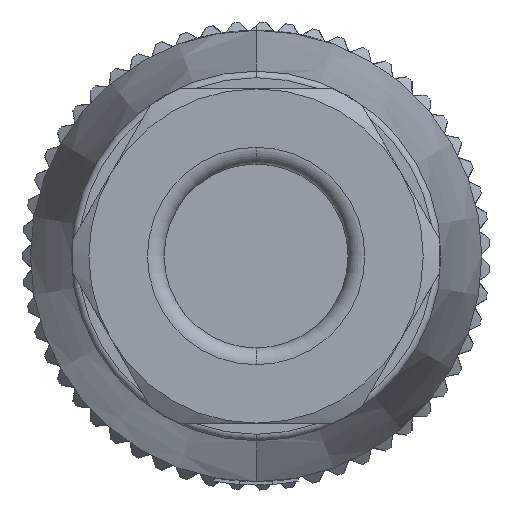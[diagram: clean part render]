
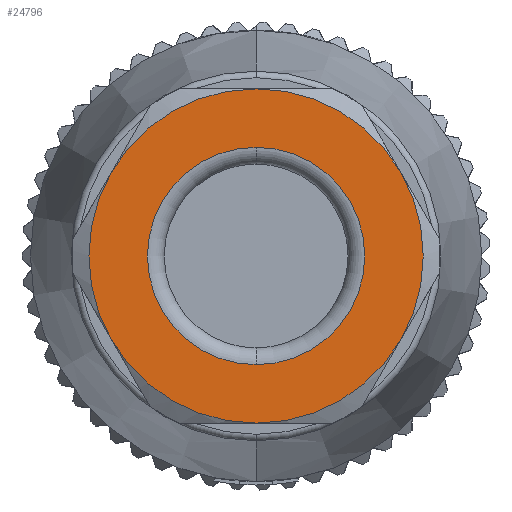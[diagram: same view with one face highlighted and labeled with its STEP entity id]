
A CAD part, left-side view. The second image highlights one B-rep face of the part: STEP entity #24796.
In plain terms, the highlighted face is planar.
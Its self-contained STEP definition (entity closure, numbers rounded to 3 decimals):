
#9422=CARTESIAN_POINT('',(27.763,-2.593,18.8));
#9436=CARTESIAN_POINT('',(27.763,-2.593,23.8));
#9437=DIRECTION('',(1.,0.,0.));
#9438=DIRECTION('',(0.,-0.866,-0.5));
#9439=AXIS2_PLACEMENT_3D('',#9436,#9437,#9438);
#9441=CARTESIAN_POINT('',(27.763,-2.593,23.8));
#9442=DIRECTION('',(1.,0.,0.));
#9443=DIRECTION('',(0.,-0.866,0.5));
#9444=AXIS2_PLACEMENT_3D('',#9441,#9442,#9443);
#9446=CARTESIAN_POINT('',(27.763,-2.593,23.8));
#9447=DIRECTION('',(1.,0.,0.));
#9448=DIRECTION('',(0.,0.,1.));
#9449=AXIS2_PLACEMENT_3D('',#9446,#9447,#9448);
#9451=CARTESIAN_POINT('',(27.763,-2.593,23.8));
#9452=DIRECTION('',(1.,0.,0.));
#9453=DIRECTION('',(0.,0.866,0.5));
#9454=AXIS2_PLACEMENT_3D('',#9451,#9452,#9453);
#9456=CARTESIAN_POINT('',(27.763,-2.593,23.8));
#9457=DIRECTION('',(1.,0.,0.));
#9458=DIRECTION('',(0.,0.866,-0.5));
#9459=AXIS2_PLACEMENT_3D('',#9456,#9457,#9458);
#9461=CARTESIAN_POINT('',(27.763,-2.593,23.8));
#9462=DIRECTION('',(1.,0.,0.));
#9463=DIRECTION('',(0.,0.,-1.));
#9464=AXIS2_PLACEMENT_3D('',#9461,#9462,#9463);
#9466=CARTESIAN_POINT('',(27.763,-2.593,23.8));
#9467=DIRECTION('',(-1.,0.,0.));
#9468=DIRECTION('',(0.,0.,-1.));
#9469=AXIS2_PLACEMENT_3D('',#9466,#9467,#9468);
#9471=CARTESIAN_POINT('',(27.763,-2.593,23.8));
#9472=DIRECTION('',(-1.,0.,0.));
#9473=DIRECTION('',(0.,0.,1.));
#9474=AXIS2_PLACEMENT_3D('',#9471,#9472,#9473);
#9488=CARTESIAN_POINT('',(27.763,-6.923,26.3));
#9526=CARTESIAN_POINT('',(27.763,1.737,26.3));
#9545=CARTESIAN_POINT('',(27.763,1.737,21.3));
#10047=VERTEX_POINT('',#9488);
#10148=CARTESIAN_POINT('',(27.763,-2.593,28.8));
#10149=VERTEX_POINT('',#10148);
#10152=VERTEX_POINT('',#9526);
#10424=VERTEX_POINT('',#9422);
#11098=CARTESIAN_POINT('',(27.763,-6.923,21.3));
#11099=VERTEX_POINT('',#11098);
#11192=VERTEX_POINT('',#9545);
#11390=CARTESIAN_POINT('',(27.763,-2.593,27.05));
#11391=CARTESIAN_POINT('',(27.763,-2.593,20.55));
#11392=VERTEX_POINT('',#11390);
#11393=VERTEX_POINT('',#11391);
#24772=CARTESIAN_POINT('',(27.763,-2.593,23.8));
#24773=DIRECTION('',(-1.,0.,0.));
#24774=DIRECTION('',(0.,0.,-1.));
#24775=AXIS2_PLACEMENT_3D('',#24772,#24773,#24774);
#24776=PLANE('',#24775);
#24777=ORIENTED_EDGE('',*,*,#24764,.F.);
#24779=ORIENTED_EDGE('',*,*,#24778,.F.);
#24781=ORIENTED_EDGE('',*,*,#24780,.F.);
#24783=ORIENTED_EDGE('',*,*,#24782,.F.);
#24785=ORIENTED_EDGE('',*,*,#24784,.F.);
#24787=ORIENTED_EDGE('',*,*,#24786,.F.);
#24788=EDGE_LOOP('',(#24777,#24779,#24781,#24783,#24785,#24787));
#24789=FACE_OUTER_BOUND('',#24788,.F.);
#24791=ORIENTED_EDGE('',*,*,#24790,.F.);
#24793=ORIENTED_EDGE('',*,*,#24792,.F.);
#24794=EDGE_LOOP('',(#24791,#24793));
#24795=FACE_BOUND('',#24794,.F.);
#24796=ADVANCED_FACE('',(#24789,#24795),#24776,.F.);
#9440=CIRCLE('',#9439,5.);
#9445=CIRCLE('',#9444,5.);
#9450=CIRCLE('',#9449,5.);
#9455=CIRCLE('',#9454,5.);
#9460=CIRCLE('',#9459,5.);
#9465=CIRCLE('',#9464,5.);
#9470=CIRCLE('',#9469,3.25);
#9475=CIRCLE('',#9474,3.25);
#24764=EDGE_CURVE('',#11099,#10424,#9440,.T.);
#24778=EDGE_CURVE('',#10047,#11099,#9445,.T.);
#24780=EDGE_CURVE('',#10149,#10047,#9450,.T.);
#24782=EDGE_CURVE('',#10152,#10149,#9455,.T.);
#24784=EDGE_CURVE('',#11192,#10152,#9460,.T.);
#24786=EDGE_CURVE('',#10424,#11192,#9465,.T.);
#24790=EDGE_CURVE('',#11393,#11392,#9470,.T.);
#24792=EDGE_CURVE('',#11392,#11393,#9475,.T.);
